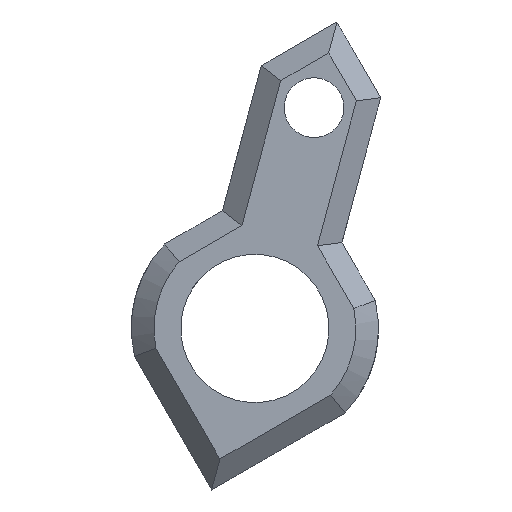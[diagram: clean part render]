
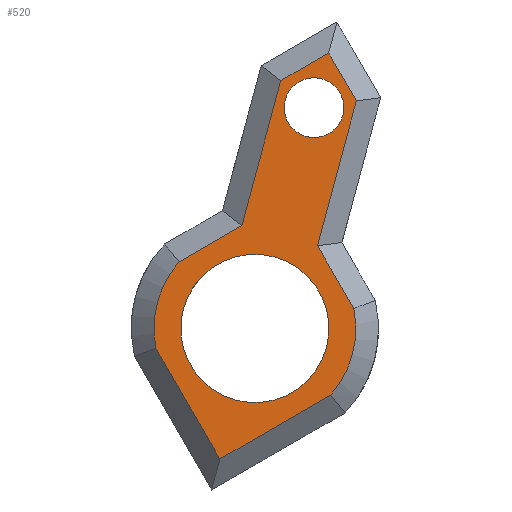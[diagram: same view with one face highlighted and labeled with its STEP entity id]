
A CAD part, left-side view. The second image highlights one B-rep face of the part: STEP entity #520.
In plain terms, the highlighted planar face has unit normal (-1, 0, 0).
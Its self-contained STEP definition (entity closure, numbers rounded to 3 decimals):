
#35=FACE_BOUND('',#92,.T.);
#36=FACE_BOUND('',#93,.T.);
#43=CIRCLE('',#565,4.9);
#44=CIRCLE('',#566,4.9);
#45=CIRCLE('',#567,3.6);
#46=CIRCLE('',#568,1.45);
#47=CIRCLE('',#569,1.45);
#61=FACE_OUTER_BOUND('',#91,.T.);
#91=EDGE_LOOP('',(#357,#358,#359,#360,#361,#362,#363,#364,#365,#366));
#92=EDGE_LOOP('',(#367));
#93=EDGE_LOOP('',(#368,#369));
#129=LINE('',#760,#179);
#131=LINE('',#764,#181);
#134=LINE('',#770,#184);
#135=LINE('',#772,#185);
#136=LINE('',#776,#186);
#137=LINE('',#778,#187);
#138=LINE('',#782,#188);
#139=LINE('',#783,#189);
#179=VECTOR('',#614,10.);
#181=VECTOR('',#618,10.);
#184=VECTOR('',#623,10.);
#185=VECTOR('',#624,10.);
#186=VECTOR('',#627,10.);
#187=VECTOR('',#628,10.);
#188=VECTOR('',#631,10.);
#189=VECTOR('',#632,10.);
#229=VERTEX_POINT('',#757);
#230=VERTEX_POINT('',#759);
#231=VERTEX_POINT('',#763);
#233=VERTEX_POINT('',#769);
#234=VERTEX_POINT('',#771);
#235=VERTEX_POINT('',#773);
#236=VERTEX_POINT('',#775);
#237=VERTEX_POINT('',#777);
#238=VERTEX_POINT('',#779);
#239=VERTEX_POINT('',#781);
#240=VERTEX_POINT('',#784);
#241=VERTEX_POINT('',#786);
#242=VERTEX_POINT('',#787);
#276=EDGE_CURVE('',#229,#230,#129,.T.);
#278=EDGE_CURVE('',#230,#231,#131,.T.);
#281=EDGE_CURVE('',#233,#229,#134,.T.);
#282=EDGE_CURVE('',#234,#233,#135,.T.);
#283=EDGE_CURVE('',#235,#234,#43,.T.);
#284=EDGE_CURVE('',#236,#235,#136,.T.);
#285=EDGE_CURVE('',#236,#237,#137,.T.);
#286=EDGE_CURVE('',#237,#238,#44,.T.);
#287=EDGE_CURVE('',#238,#239,#138,.T.);
#288=EDGE_CURVE('',#239,#231,#139,.T.);
#289=EDGE_CURVE('',#240,#240,#45,.T.);
#290=EDGE_CURVE('',#241,#242,#46,.T.);
#291=EDGE_CURVE('',#241,#242,#47,.T.);
#357=ORIENTED_EDGE('',*,*,#278,.F.);
#358=ORIENTED_EDGE('',*,*,#276,.F.);
#359=ORIENTED_EDGE('',*,*,#281,.F.);
#360=ORIENTED_EDGE('',*,*,#282,.F.);
#361=ORIENTED_EDGE('',*,*,#283,.F.);
#362=ORIENTED_EDGE('',*,*,#284,.F.);
#363=ORIENTED_EDGE('',*,*,#285,.T.);
#364=ORIENTED_EDGE('',*,*,#286,.T.);
#365=ORIENTED_EDGE('',*,*,#287,.T.);
#366=ORIENTED_EDGE('',*,*,#288,.T.);
#367=ORIENTED_EDGE('',*,*,#289,.T.);
#368=ORIENTED_EDGE('',*,*,#290,.F.);
#369=ORIENTED_EDGE('',*,*,#291,.T.);
#501=PLANE('',#564);
#520=ADVANCED_FACE('',(#61,#35,#36),#501,.T.);
#564=AXIS2_PLACEMENT_3D('',#768,#621,#622);
#565=AXIS2_PLACEMENT_3D('',#774,#625,#626);
#566=AXIS2_PLACEMENT_3D('',#780,#629,#630);
#567=AXIS2_PLACEMENT_3D('',#785,#633,#634);
#568=AXIS2_PLACEMENT_3D('',#788,#635,#636);
#569=AXIS2_PLACEMENT_3D('',#789,#637,#638);
#614=DIRECTION('',(0.,-0.866,0.5));
#618=DIRECTION('',(0.,-0.5,-0.866));
#621=DIRECTION('center_axis',(-1.,0.,0.));
#622=DIRECTION('ref_axis',(0.,0.5,0.866));
#623=DIRECTION('',(0.,-0.259,0.966));
#624=DIRECTION('',(0.,-0.866,0.5));
#625=DIRECTION('center_axis',(1.,0.,0.));
#626=DIRECTION('ref_axis',(0.,0.259,0.966));
#627=DIRECTION('',(0.,0.5,0.866));
#628=DIRECTION('',(0.,-0.866,0.5));
#629=DIRECTION('center_axis',(-1.,0.,0.));
#630=DIRECTION('ref_axis',(0.,-0.707,0.707));
#631=DIRECTION('',(0.,0.5,0.866));
#632=DIRECTION('',(0.,-0.259,0.966));
#633=DIRECTION('center_axis',(1.,0.,0.));
#634=DIRECTION('ref_axis',(0.,0.259,-0.966));
#635=DIRECTION('center_axis',(-1.,0.,0.));
#636=DIRECTION('ref_axis',(0.,-0.5,-0.866));
#637=DIRECTION('center_axis',(1.,0.,0.));
#638=DIRECTION('ref_axis',(0.,0.866,-0.5));
#757=CARTESIAN_POINT('',(-79.946,35.937,17.412));
#759=CARTESIAN_POINT('',(-79.946,33.61,18.755));
#760=CARTESIAN_POINT('',(-79.946,40.139,14.986));
#763=CARTESIAN_POINT('',(-79.946,32.266,16.428));
#764=CARTESIAN_POINT('',(-79.946,29.84,12.226));
#768=CARTESIAN_POINT('Origin',(-79.946,37.194,5.378));
#769=CARTESIAN_POINT('',(-79.946,37.822,10.375));
#770=CARTESIAN_POINT('',(-79.946,38.253,8.768));
#771=CARTESIAN_POINT('',(-79.946,40.875,8.613));
#772=CARTESIAN_POINT('',(-79.946,38.761,9.833));
#773=CARTESIAN_POINT('',(-79.946,41.999,4.417));
#774=CARTESIAN_POINT('Origin',(-79.946,37.194,5.378));
#775=CARTESIAN_POINT('',(-79.946,38.893,-0.962));
#776=CARTESIAN_POINT('',(-79.946,41.65,3.812));
#777=CARTESIAN_POINT('',(-79.946,33.514,2.143));
#778=CARTESIAN_POINT('',(-79.946,34.119,1.794));
#779=CARTESIAN_POINT('',(-79.946,32.39,6.339));
#780=CARTESIAN_POINT('Origin',(-79.946,37.194,5.378));
#781=CARTESIAN_POINT('',(-79.946,34.152,9.392));
#782=CARTESIAN_POINT('',(-79.946,33.61,8.453));
#783=CARTESIAN_POINT('',(-79.946,34.583,7.784));
#784=CARTESIAN_POINT('',(-79.946,36.263,8.856));
#785=CARTESIAN_POINT('Origin',(-79.946,37.194,5.378));
#786=CARTESIAN_POINT('',(-79.946,34.697,14.698));
#787=CARTESIAN_POINT('',(-79.946,33.946,17.499));
#788=CARTESIAN_POINT('Origin',(-79.946,34.322,16.099));
#789=CARTESIAN_POINT('Origin',(-79.946,34.322,16.099));
